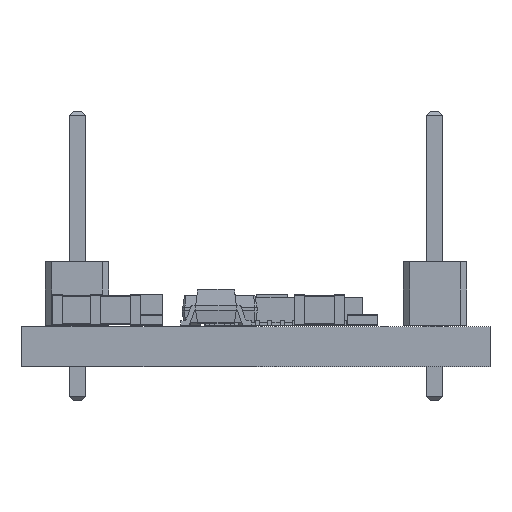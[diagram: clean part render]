
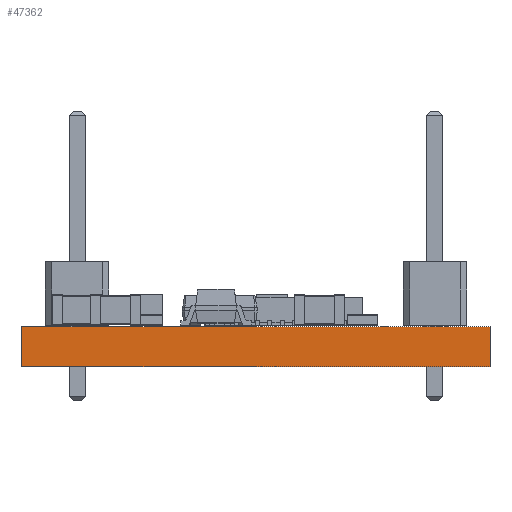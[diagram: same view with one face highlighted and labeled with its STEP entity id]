
A CAD part, front view. The second image highlights one B-rep face of the part: STEP entity #47362.
In plain terms, the highlighted planar face has unit normal (0, -1, 0).
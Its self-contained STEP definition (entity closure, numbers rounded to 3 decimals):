
#46353 = PLANE('',#46354);
#46354 = AXIS2_PLACEMENT_3D('',#46355,#46356,#46357);
#46355 = CARTESIAN_POINT('',(-9.35,-13.,0.));
#46356 = DIRECTION('',(-1.,0.,0.));
#46357 = DIRECTION('',(0.,1.,0.));
#46381 = PLANE('',#46382);
#46382 = AXIS2_PLACEMENT_3D('',#46383,#46384,#46385);
#46383 = CARTESIAN_POINT('',(0.,0.,1.6)
  );
#46384 = DIRECTION('',(-0.,-0.,-1.));
#46385 = DIRECTION('',(-1.,0.,0.));
#46409 = PLANE('',#46410);
#46410 = AXIS2_PLACEMENT_3D('',#46411,#46412,#46413);
#46411 = CARTESIAN_POINT('',(9.35,13.,0.));
#46412 = DIRECTION('',(1.,0.,-0.));
#46413 = DIRECTION('',(0.,-1.,0.));
#46435 = PLANE('',#46436);
#46436 = AXIS2_PLACEMENT_3D('',#46437,#46438,#46439);
#46437 = CARTESIAN_POINT('',(0.,0.,0.)
  );
#46438 = DIRECTION('',(-0.,-0.,-1.));
#46439 = DIRECTION('',(-1.,0.,0.));
#46450 = EDGE_CURVE('',#46451,#46453,#46455,.T.);
#46451 = VERTEX_POINT('',#46452);
#46452 = CARTESIAN_POINT('',(-9.35,-13.,0.));
#46453 = VERTEX_POINT('',#46454);
#46454 = CARTESIAN_POINT('',(-9.35,-13.,1.6));
#46455 = SURFACE_CURVE('',#46456,(#46460,#46467),.PCURVE_S1.);
#46456 = LINE('',#46457,#46458);
#46457 = CARTESIAN_POINT('',(-9.35,-13.,0.));
#46458 = VECTOR('',#46459,1.);
#46459 = DIRECTION('',(0.,0.,1.));
#46460 = PCURVE('',#46353,#46461);
#46461 = DEFINITIONAL_REPRESENTATION('',(#46462),#46466);
#46462 = LINE('',#46463,#46464);
#46463 = CARTESIAN_POINT('',(0.,0.));
#46464 = VECTOR('',#46465,1.);
#46465 = DIRECTION('',(0.,-1.));
#46466 = ( GEOMETRIC_REPRESENTATION_CONTEXT(2) 
PARAMETRIC_REPRESENTATION_CONTEXT() REPRESENTATION_CONTEXT('2D SPACE',''
  ) );
#46467 = PCURVE('',#46468,#46473);
#46468 = PLANE('',#46469);
#46469 = AXIS2_PLACEMENT_3D('',#46470,#46471,#46472);
#46470 = CARTESIAN_POINT('',(9.35,-13.,0.));
#46471 = DIRECTION('',(0.,-1.,0.));
#46472 = DIRECTION('',(-1.,0.,0.));
#46473 = DEFINITIONAL_REPRESENTATION('',(#46474),#46478);
#46474 = LINE('',#46475,#46476);
#46475 = CARTESIAN_POINT('',(18.7,0.));
#46476 = VECTOR('',#46477,1.);
#46477 = DIRECTION('',(0.,-1.));
#46478 = ( GEOMETRIC_REPRESENTATION_CONTEXT(2) 
PARAMETRIC_REPRESENTATION_CONTEXT() REPRESENTATION_CONTEXT('2D SPACE',''
  ) );
#46528 = VERTEX_POINT('',#46529);
#46529 = CARTESIAN_POINT('',(9.35,-13.,1.6));
#46550 = EDGE_CURVE('',#46551,#46528,#46553,.T.);
#46551 = VERTEX_POINT('',#46552);
#46552 = CARTESIAN_POINT('',(9.35,-13.,0.));
#46553 = SURFACE_CURVE('',#46554,(#46558,#46565),.PCURVE_S1.);
#46554 = LINE('',#46555,#46556);
#46555 = CARTESIAN_POINT('',(9.35,-13.,0.));
#46556 = VECTOR('',#46557,1.);
#46557 = DIRECTION('',(0.,0.,1.));
#46558 = PCURVE('',#46409,#46559);
#46559 = DEFINITIONAL_REPRESENTATION('',(#46560),#46564);
#46560 = LINE('',#46561,#46562);
#46561 = CARTESIAN_POINT('',(26.,0.));
#46562 = VECTOR('',#46563,1.);
#46563 = DIRECTION('',(0.,-1.));
#46564 = ( GEOMETRIC_REPRESENTATION_CONTEXT(2) 
PARAMETRIC_REPRESENTATION_CONTEXT() REPRESENTATION_CONTEXT('2D SPACE',''
  ) );
#46565 = PCURVE('',#46468,#46566);
#46566 = DEFINITIONAL_REPRESENTATION('',(#46567),#46571);
#46567 = LINE('',#46568,#46569);
#46568 = CARTESIAN_POINT('',(0.,-0.));
#46569 = VECTOR('',#46570,1.);
#46570 = DIRECTION('',(0.,-1.));
#46571 = ( GEOMETRIC_REPRESENTATION_CONTEXT(2) 
PARAMETRIC_REPRESENTATION_CONTEXT() REPRESENTATION_CONTEXT('2D SPACE',''
  ) );
#46599 = EDGE_CURVE('',#46551,#46451,#46600,.T.);
#46600 = SURFACE_CURVE('',#46601,(#46605,#46612),.PCURVE_S1.);
#46601 = LINE('',#46602,#46603);
#46602 = CARTESIAN_POINT('',(9.35,-13.,0.));
#46603 = VECTOR('',#46604,1.);
#46604 = DIRECTION('',(-1.,0.,0.));
#46605 = PCURVE('',#46435,#46606);
#46606 = DEFINITIONAL_REPRESENTATION('',(#46607),#46611);
#46607 = LINE('',#46608,#46609);
#46608 = CARTESIAN_POINT('',(-9.35,-13.));
#46609 = VECTOR('',#46610,1.);
#46610 = DIRECTION('',(1.,0.));
#46611 = ( GEOMETRIC_REPRESENTATION_CONTEXT(2) 
PARAMETRIC_REPRESENTATION_CONTEXT() REPRESENTATION_CONTEXT('2D SPACE',''
  ) );
#46612 = PCURVE('',#46468,#46613);
#46613 = DEFINITIONAL_REPRESENTATION('',(#46614),#46618);
#46614 = LINE('',#46615,#46616);
#46615 = CARTESIAN_POINT('',(0.,-0.));
#46616 = VECTOR('',#46617,1.);
#46617 = DIRECTION('',(1.,0.));
#46618 = ( GEOMETRIC_REPRESENTATION_CONTEXT(2) 
PARAMETRIC_REPRESENTATION_CONTEXT() REPRESENTATION_CONTEXT('2D SPACE',''
  ) );
#47011 = EDGE_CURVE('',#46528,#46453,#47012,.T.);
#47012 = SURFACE_CURVE('',#47013,(#47017,#47024),.PCURVE_S1.);
#47013 = LINE('',#47014,#47015);
#47014 = CARTESIAN_POINT('',(9.35,-13.,1.6));
#47015 = VECTOR('',#47016,1.);
#47016 = DIRECTION('',(-1.,0.,0.));
#47017 = PCURVE('',#46381,#47018);
#47018 = DEFINITIONAL_REPRESENTATION('',(#47019),#47023);
#47019 = LINE('',#47020,#47021);
#47020 = CARTESIAN_POINT('',(-9.35,-13.));
#47021 = VECTOR('',#47022,1.);
#47022 = DIRECTION('',(1.,0.));
#47023 = ( GEOMETRIC_REPRESENTATION_CONTEXT(2) 
PARAMETRIC_REPRESENTATION_CONTEXT() REPRESENTATION_CONTEXT('2D SPACE',''
  ) );
#47024 = PCURVE('',#46468,#47025);
#47025 = DEFINITIONAL_REPRESENTATION('',(#47026),#47030);
#47026 = LINE('',#47027,#47028);
#47027 = CARTESIAN_POINT('',(0.,-1.6));
#47028 = VECTOR('',#47029,1.);
#47029 = DIRECTION('',(1.,0.));
#47030 = ( GEOMETRIC_REPRESENTATION_CONTEXT(2) 
PARAMETRIC_REPRESENTATION_CONTEXT() REPRESENTATION_CONTEXT('2D SPACE',''
  ) );
#47362 = ADVANCED_FACE('',(#47363),#46468,.T.);
#47363 = FACE_BOUND('',#47364,.T.);
#47364 = EDGE_LOOP('',(#47365,#47366,#47367,#47368));
#47365 = ORIENTED_EDGE('',*,*,#46550,.T.);
#47366 = ORIENTED_EDGE('',*,*,#47011,.T.);
#47367 = ORIENTED_EDGE('',*,*,#46450,.F.);
#47368 = ORIENTED_EDGE('',*,*,#46599,.F.);
